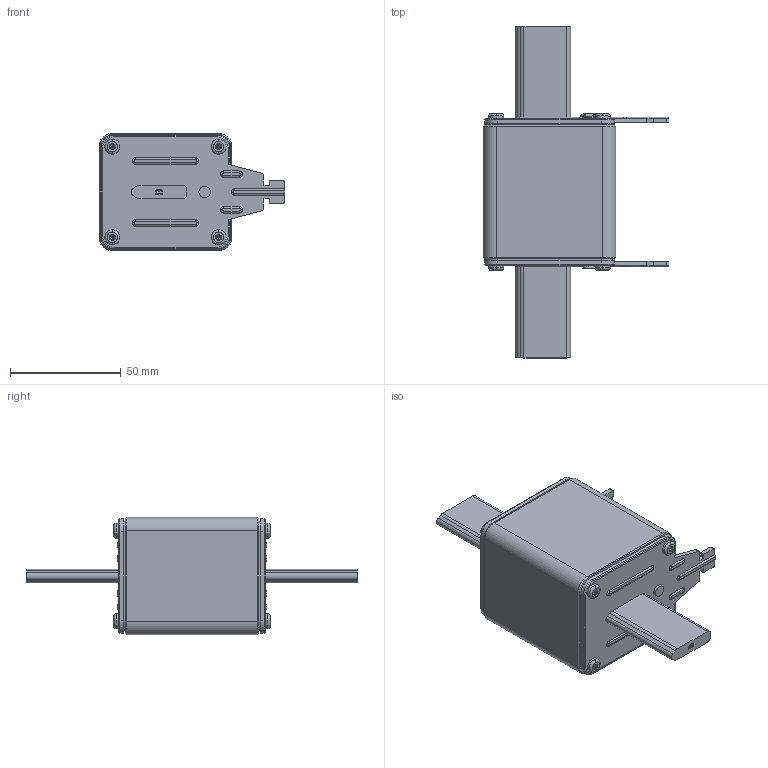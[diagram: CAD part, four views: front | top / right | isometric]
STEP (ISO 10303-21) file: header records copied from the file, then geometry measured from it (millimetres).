
FILE_DESCRIPTION (( 'STEP AP203' ), '1' );
FILE_NAME ('Assy -117.step', '2017-12-07T13:04:39', ( '' ), ( '' ), 'SwSTEP 2.0', 'SolidWorks 2013', '' );
FILE_SCHEMA (( 'CONFIG_CONTROL_DESIGN' ));
Length unit declared in the file: millimetre
Products named in the file (1): Assy -117
Bounding box: 84 x 150 x 53 mm (x, y, z)
Volume: 222327.7 mm3; surface area: 28544.1 mm2
Topology: 1 solids, 1 shells, 677 faces, 1686 edges, 973 vertices
Faces by surface type: cylinder 256, plane 165, cone 160, torus 72, bspline 22, sphere 2
Entity records: 21535 total; most frequent: CARTESIAN_POINT 5627, DIRECTION 3470, ORIENTED_EDGE 3228, EDGE_CURVE 1614, AXIS2_PLACEMENT_3D 1332, VERTEX_POINT 973, VECTOR 806, LINE 806
